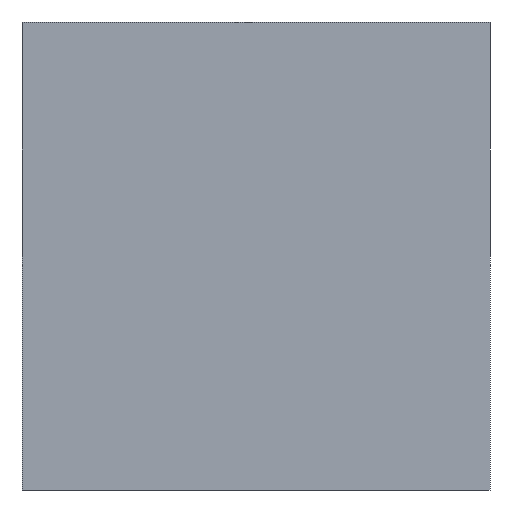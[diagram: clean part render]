
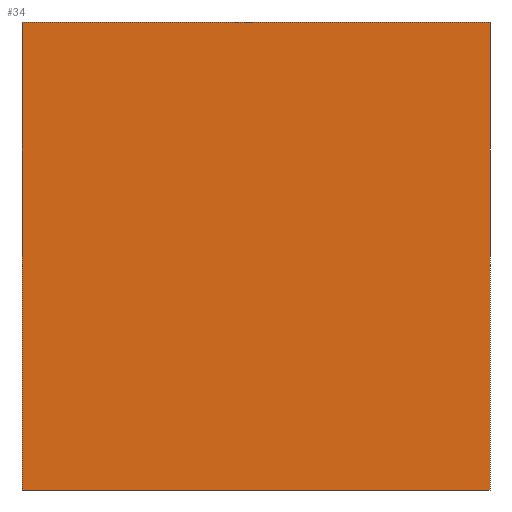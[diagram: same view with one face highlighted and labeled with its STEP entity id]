
A CAD part, front view. The second image highlights one B-rep face of the part: STEP entity #34.
In plain terms, the highlighted planar face has unit normal (0, -1, 0).
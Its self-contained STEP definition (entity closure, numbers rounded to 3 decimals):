
#5 = EDGE_CURVE ( 'NONE', #160, #33, #59, .T. ) ;
#16 = DIRECTION ( 'NONE',  ( 1., 0., 0. ) ) ;
#17 = DIRECTION ( 'NONE',  ( 0., 0., -1. ) ) ;
#19 = CARTESIAN_POINT ( 'NONE',  ( 115., -15., 115. ) ) ;
#20 = CARTESIAN_POINT ( 'NONE',  ( 115., -15., -115. ) ) ;
#22 = DIRECTION ( 'NONE',  ( -1., 0., 0. ) ) ;
#33 = VERTEX_POINT ( 'NONE', #187 ) ;
#34 = ADVANCED_FACE ( 'NONE', ( #146 ), #209, .T. ) ;
#41 = VECTOR ( 'NONE', #22, 1000. ) ;
#52 = LINE ( 'NONE', #215, #41 ) ;
#56 = EDGE_CURVE ( 'NONE', #33, #200, #237, .T. ) ;
#59 = LINE ( 'NONE', #19, #106 ) ;
#67 = CARTESIAN_POINT ( 'NONE',  ( 115., -15., -115. ) ) ;
#71 = DIRECTION ( 'NONE',  ( 0., 0., -1. ) ) ;
#79 = ORIENTED_EDGE ( 'NONE', *, *, #56, .F. ) ;
#86 = LINE ( 'NONE', #193, #145 ) ;
#106 = VECTOR ( 'NONE', #16, 1000. ) ;
#107 = VERTEX_POINT ( 'NONE', #228 ) ;
#108 = CARTESIAN_POINT ( 'NONE',  ( -115., -15., 115. ) ) ;
#126 = DIRECTION ( 'NONE',  ( 0., 0., 1. ) ) ;
#139 = DIRECTION ( 'NONE',  ( 0., -1., 0. ) ) ;
#144 = CARTESIAN_POINT ( 'NONE',  ( 0., -15., 0. ) ) ;
#145 = VECTOR ( 'NONE', #126, 1000. ) ;
#146 = FACE_OUTER_BOUND ( 'NONE', #157, .T. ) ;
#153 = ORIENTED_EDGE ( 'NONE', *, *, #167, .F. ) ;
#157 = EDGE_LOOP ( 'NONE', ( #175, #153, #79, #202 ) ) ;
#160 = VERTEX_POINT ( 'NONE', #108 ) ;
#167 = EDGE_CURVE ( 'NONE', #200, #107, #52, .T. ) ;
#173 = AXIS2_PLACEMENT_3D ( 'NONE', #144, #139, #71 ) ;
#175 = ORIENTED_EDGE ( 'NONE', *, *, #221, .F. ) ;
#187 = CARTESIAN_POINT ( 'NONE',  ( 115., -15., 115. ) ) ;
#193 = CARTESIAN_POINT ( 'NONE',  ( -115., -15., 115. ) ) ;
#200 = VERTEX_POINT ( 'NONE', #20 ) ;
#202 = ORIENTED_EDGE ( 'NONE', *, *, #5, .F. ) ;
#209 = PLANE ( 'NONE',  #173 ) ;
#215 = CARTESIAN_POINT ( 'NONE',  ( -115., -15., -115. ) ) ;
#221 = EDGE_CURVE ( 'NONE', #107, #160, #86, .T. ) ;
#228 = CARTESIAN_POINT ( 'NONE',  ( -115., -15., -115. ) ) ;
#237 = LINE ( 'NONE', #67, #238 ) ;
#238 = VECTOR ( 'NONE', #17, 1000. ) ;
